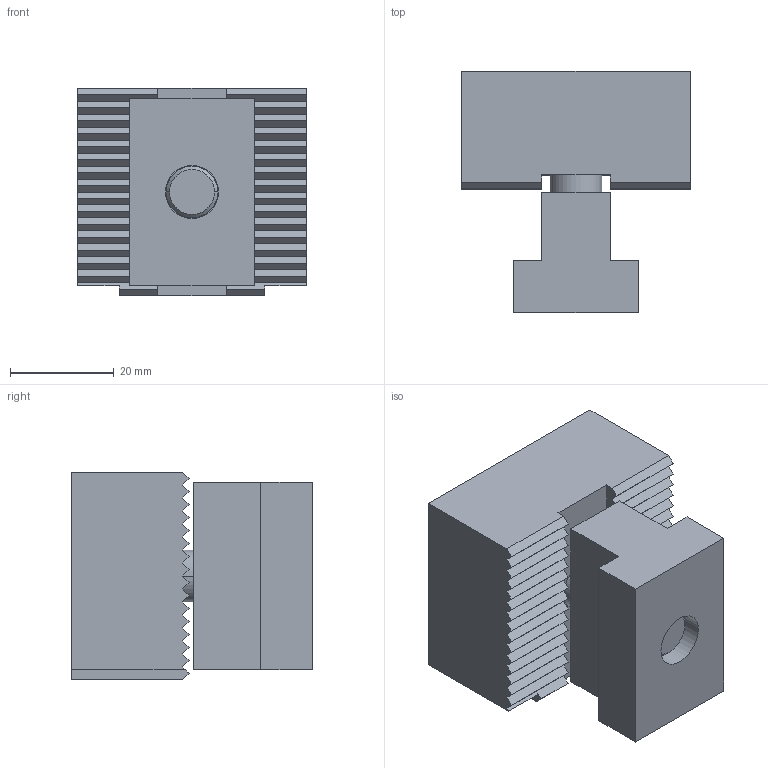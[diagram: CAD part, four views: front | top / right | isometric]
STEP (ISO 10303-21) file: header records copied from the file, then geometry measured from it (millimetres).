
FILE_DESCRIPTION(('STEP AP214'),'1');
FILE_NAME('HALDERV_EH_1586_082.stp','2017-11-08T13:05:22',('TraceParts'),('TraceParts S.A.'),'Spatial InterOp 3D',' ',' ');
FILE_SCHEMA(('automotive_design'));
Length unit declared in the file: millimetre
Products named in the file (3): HALDERV_EH_1586_082_1; HALDERV_EH_1586_082_2; HALDERV_EH_1586_082_3
Bounding box: 44 x 46.4 x 40 mm (x, y, z)
Volume: 50876 mm3; surface area: 15509.3 mm2
Topology: 3 solids, 3 shells, 133 faces, 353 edges, 229 vertices
Faces by surface type: plane 99, cylinder 18, cone 14, torus 2
Entity records: 5166 total; most frequent: CARTESIAN_POINT 714, ORIENTED_EDGE 698, DIRECTION 674, EDGE_CURVE 349, LINE 296, VECTOR 296, VERTEX_POINT 229, AXIS2_PLACEMENT_3D 189
